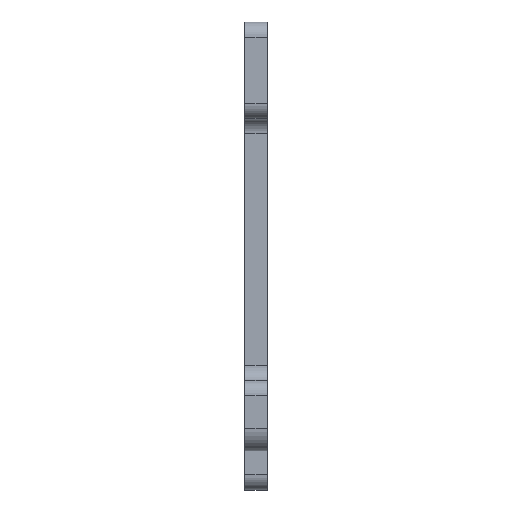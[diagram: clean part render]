
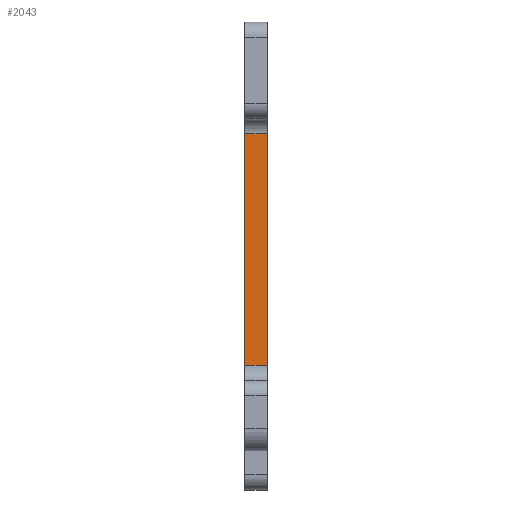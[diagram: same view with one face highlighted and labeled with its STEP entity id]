
A CAD part, left-side view. The second image highlights one B-rep face of the part: STEP entity #2043.
In plain terms, the highlighted planar face has unit normal (-1, 0, 0).
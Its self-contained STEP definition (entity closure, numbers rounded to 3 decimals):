
#41 = VECTOR ( 'NONE', #844, 1000. ) ;
#65 = FACE_OUTER_BOUND ( 'NONE', #938, .T. ) ;
#76 = DIRECTION ( 'NONE',  ( 0., 0., -1. ) ) ;
#148 = VECTOR ( 'NONE', #1628, 1000. ) ;
#163 = ORIENTED_EDGE ( 'NONE', *, *, #3044, .T. ) ;
#232 = CARTESIAN_POINT ( 'NONE',  ( -44.972, 3., 10.78 ) ) ;
#322 = CARTESIAN_POINT ( 'NONE',  ( -44.972, 3., -21.92 ) ) ;
#339 = VECTOR ( 'NONE', #2146, 1000. ) ;
#375 = EDGE_CURVE ( 'NONE', #2079, #465, #3126, .T. ) ;
#465 = VERTEX_POINT ( 'NONE', #912 ) ;
#493 = PLANE ( 'NONE',  #866 ) ;
#543 = LINE ( 'NONE', #1848, #41 ) ;
#710 = VERTEX_POINT ( 'NONE', #1778 ) ;
#732 = ORIENTED_EDGE ( 'NONE', *, *, #2130, .T. ) ;
#752 = CARTESIAN_POINT ( 'NONE',  ( -44.972, -7., -21.92 ) ) ;
#786 = DIRECTION ( 'NONE',  ( 1., 0., 0. ) ) ;
#830 = EDGE_CURVE ( 'NONE', #710, #2426, #1595, .T. ) ;
#839 = LINE ( 'NONE', #322, #1633 ) ;
#844 = DIRECTION ( 'NONE',  ( 0., 0., 1. ) ) ;
#866 = AXIS2_PLACEMENT_3D ( 'NONE', #752, #786, #1522 ) ;
#912 = CARTESIAN_POINT ( 'NONE',  ( -44.972, 0., -19.92 ) ) ;
#938 = EDGE_LOOP ( 'NONE', ( #163, #1604, #732, #1950 ) ) ;
#1212 = CARTESIAN_POINT ( 'NONE',  ( -44.972, 3., -19.92 ) ) ;
#1522 = DIRECTION ( 'NONE',  ( 0., 0., -1. ) ) ;
#1595 = LINE ( 'NONE', #2553, #148 ) ;
#1604 = ORIENTED_EDGE ( 'NONE', *, *, #375, .T. ) ;
#1628 = DIRECTION ( 'NONE',  ( 0., 1., 0. ) ) ;
#1633 = VECTOR ( 'NONE', #76, 1000. ) ;
#1778 = CARTESIAN_POINT ( 'NONE',  ( -44.972, 0., 10.78 ) ) ;
#1848 = CARTESIAN_POINT ( 'NONE',  ( -44.972, 0., 0. ) ) ;
#1950 = ORIENTED_EDGE ( 'NONE', *, *, #830, .T. ) ;
#2043 = ADVANCED_FACE ( 'NONE', ( #65 ), #493, .F. ) ;
#2079 = VERTEX_POINT ( 'NONE', #1212 ) ;
#2130 = EDGE_CURVE ( 'NONE', #465, #710, #543, .T. ) ;
#2146 = DIRECTION ( 'NONE',  ( 0., -1., 0. ) ) ;
#2426 = VERTEX_POINT ( 'NONE', #232 ) ;
#2553 = CARTESIAN_POINT ( 'NONE',  ( -44.972, 3., 10.78 ) ) ;
#2626 = CARTESIAN_POINT ( 'NONE',  ( -44.972, 0., -19.92 ) ) ;
#3044 = EDGE_CURVE ( 'NONE', #2426, #2079, #839, .T. ) ;
#3126 = LINE ( 'NONE', #2626, #339 ) ;
